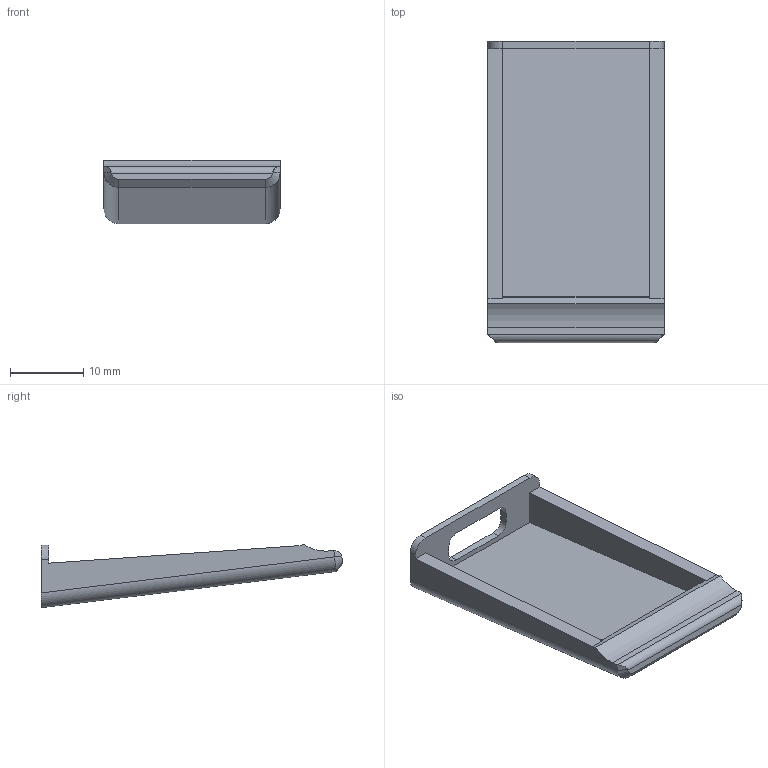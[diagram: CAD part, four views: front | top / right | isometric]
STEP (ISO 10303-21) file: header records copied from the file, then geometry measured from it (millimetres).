
FILE_DESCRIPTION(/* description */ (''),/* implementation_level */ '2;1');
FILE_NAME(/* name */ 'controllerholder.step',/* time_stamp */ '2023-04-17T00:03:40-07:00',/* author */ (''),/* organization */ (''),/* preprocessor_version */ 'ST-DEVELOPER v19.2',/* originating_system */ 'Autodesk Translation Framework v12.4.0.73',/* authorisation */ '');
FILE_SCHEMA (('AUTOMOTIVE_DESIGN { 1 0 10303 214 3 1 1 }'));
Length unit declared in the file: millimetre
Products named in the file (1): trashtruck.b
Bounding box: 24 x 41.05 x 8.63 mm (x, y, z)
Volume: 1861.6 mm3; surface area: 3026.4 mm2
Topology: 1 solids, 1 shells, 37 faces, 101 edges, 66 vertices
Faces by surface type: plane 24, cylinder 11, cone 2
Entity records: 1220 total; most frequent: CARTESIAN_POINT 215, ORIENTED_EDGE 202, DIRECTION 199, EDGE_CURVE 101, LINE 75, VECTOR 75, VERTEX_POINT 66, AXIS2_PLACEMENT_3D 62
